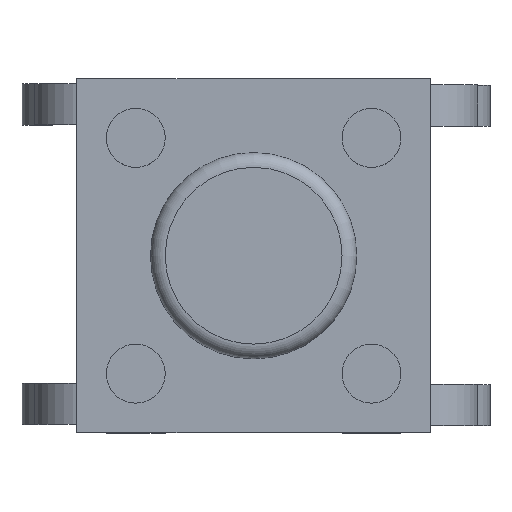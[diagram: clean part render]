
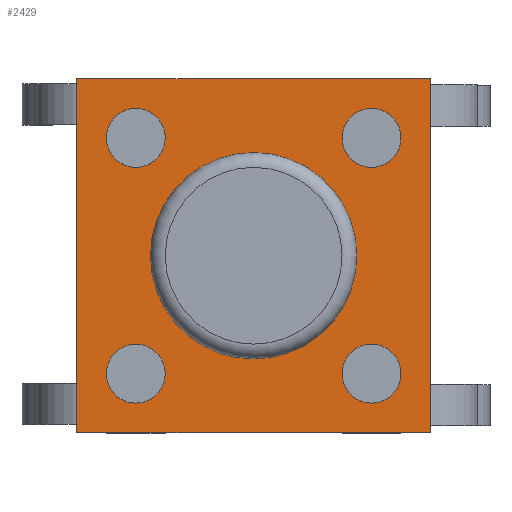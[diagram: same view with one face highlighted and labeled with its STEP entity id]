
A CAD part, top view. The second image highlights one B-rep face of the part: STEP entity #2429.
In plain terms, the highlighted planar face has unit normal (0, 0, 1).
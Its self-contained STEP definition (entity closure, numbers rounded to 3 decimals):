
#241=FACE_OUTER_BOUND('',#375,.T.);
#375=EDGE_LOOP('',(#2179,#2180,#2181,#2182));
#654=LINE('',#3974,#941);
#657=LINE('',#3980,#944);
#660=LINE('',#3986,#947);
#663=LINE('',#3990,#950);
#941=VECTOR('',#3276,10.);
#944=VECTOR('',#3281,10.);
#947=VECTOR('',#3286,10.);
#950=VECTOR('',#3291,10.);
#1170=VERTEX_POINT('',#3971);
#1171=VERTEX_POINT('',#3973);
#1173=VERTEX_POINT('',#3979);
#1175=VERTEX_POINT('',#3985);
#1503=EDGE_CURVE('',#1171,#1170,#654,.T.);
#1506=EDGE_CURVE('',#1173,#1171,#657,.T.);
#1509=EDGE_CURVE('',#1175,#1173,#660,.T.);
#1512=EDGE_CURVE('',#1170,#1175,#663,.T.);
#2179=ORIENTED_EDGE('',*,*,#1512,.T.);
#2180=ORIENTED_EDGE('',*,*,#1509,.T.);
#2181=ORIENTED_EDGE('',*,*,#1506,.T.);
#2182=ORIENTED_EDGE('',*,*,#1503,.T.);
#2295=PLANE('',#2637);
#2429=ADVANCED_FACE('',(#241),#2295,.T.);
#2637=AXIS2_PLACEMENT_3D('',#3991,#3292,#3293);
#3276=DIRECTION('',(0.,-1.,0.));
#3281=DIRECTION('',(-1.,0.,0.));
#3286=DIRECTION('',(0.,1.,0.));
#3291=DIRECTION('',(1.,0.,0.));
#3292=DIRECTION('center_axis',(0.,0.,1.));
#3293=DIRECTION('ref_axis',(1.,0.,0.));
#3971=CARTESIAN_POINT('',(-3.,-3.,3.7));
#3973=CARTESIAN_POINT('',(-3.,3.,3.7));
#3974=CARTESIAN_POINT('',(-3.,-3.,3.7));
#3979=CARTESIAN_POINT('',(3.,3.,3.7));
#3980=CARTESIAN_POINT('',(-3.,3.,3.7));
#3985=CARTESIAN_POINT('',(3.,-3.,3.7));
#3986=CARTESIAN_POINT('',(3.,3.,3.7));
#3990=CARTESIAN_POINT('',(3.,-3.,3.7));
#3991=CARTESIAN_POINT('Origin',(0.,0.,
3.7));
